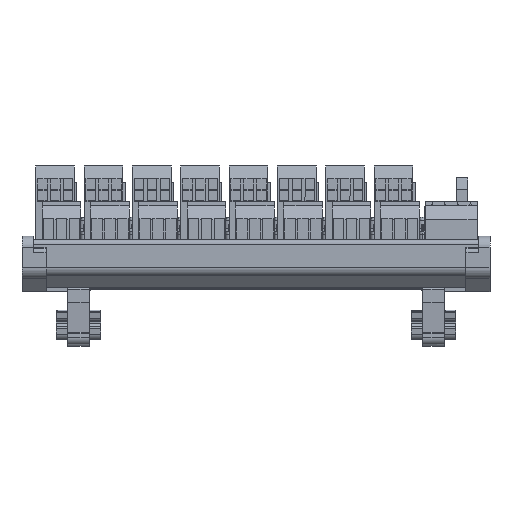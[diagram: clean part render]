
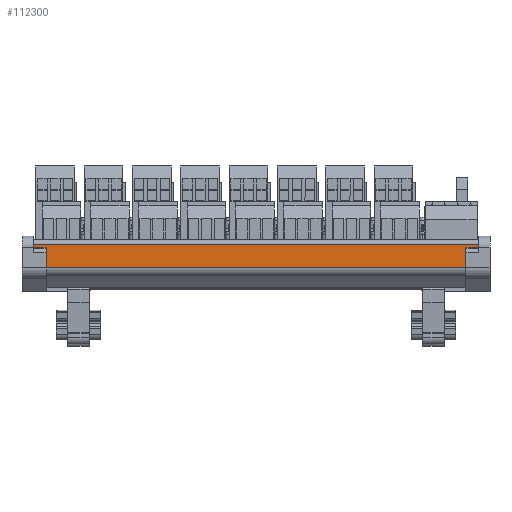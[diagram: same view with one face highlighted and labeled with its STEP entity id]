
A CAD part, front view. The second image highlights one B-rep face of the part: STEP entity #112300.
In plain terms, the highlighted planar face has unit normal (0, -1, 0).
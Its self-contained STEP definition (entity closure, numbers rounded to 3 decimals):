
#112261=AXIS2_PLACEMENT_3D('Plane Axis2P3D',#112258,#112259,#112260) ;
#37060=CARTESIAN_POINT('Vertex',(4.5,2.099,38.052)) ;
#59362=CARTESIAN_POINT('Vertex',(4.5,2.099,36.552)) ;
#59430=CARTESIAN_POINT('Vertex',(4.5,2.099,30.973)) ;
#59433=CARTESIAN_POINT('Line Origine',(4.5,2.099,33.763)) ;
#67478=CARTESIAN_POINT('Vertex',(180.,2.099,38.052)) ;
#106819=CARTESIAN_POINT('Line Origine',(180.,2.099,37.302)) ;
#106823=CARTESIAN_POINT('Vertex',(180.,2.099,36.552)) ;
#111581=CARTESIAN_POINT('Vertex',(4.5,2.099,40.202)) ;
#111584=CARTESIAN_POINT('Line Origine',(0.,2.099,40.202)) ;
#111588=CARTESIAN_POINT('Vertex',(180.,2.099,40.202)) ;
#112258=CARTESIAN_POINT('Axis2P3D Location',(0.,2.099,30.973)) ;
#112263=CARTESIAN_POINT('Line Origine',(92.25,2.099,30.973)) ;
#112267=CARTESIAN_POINT('Vertex',(180.,2.099,30.973)) ;
#112270=CARTESIAN_POINT('Line Origine',(180.,2.099,33.763)) ;
#112275=CARTESIAN_POINT('Line Origine',(180.,2.099,39.127)) ;
#112280=CARTESIAN_POINT('Line Origine',(4.5,2.099,39.127)) ;
#112285=CARTESIAN_POINT('Line Origine',(4.5,2.099,37.302)) ;
#59434=DIRECTION('Vector Direction',(0.,0.,1.)) ;
#106820=DIRECTION('Vector Direction',(0.,0.,1.)) ;
#111585=DIRECTION('Vector Direction',(1.,0.,0.)) ;
#112259=DIRECTION('Axis2P3D Direction',(0.,1.,0.)) ;
#112260=DIRECTION('Axis2P3D XDirection',(-1.,0.,0.)) ;
#112264=DIRECTION('Vector Direction',(1.,0.,0.)) ;
#112271=DIRECTION('Vector Direction',(0.,0.,1.)) ;
#112276=DIRECTION('Vector Direction',(0.,0.,1.)) ;
#112281=DIRECTION('Vector Direction',(0.,0.,1.)) ;
#112286=DIRECTION('Vector Direction',(0.,0.,1.)) ;
#59435=VECTOR('Line Direction',#59434,1.) ;
#106821=VECTOR('Line Direction',#106820,1.) ;
#111586=VECTOR('Line Direction',#111585,1.) ;
#112265=VECTOR('Line Direction',#112264,1.) ;
#112272=VECTOR('Line Direction',#112271,1.) ;
#112277=VECTOR('Line Direction',#112276,1.) ;
#112282=VECTOR('Line Direction',#112281,1.) ;
#112287=VECTOR('Line Direction',#112286,1.) ;
#112291=ORIENTED_EDGE('',*,*,#59437,.F.) ;
#112292=ORIENTED_EDGE('',*,*,#112269,.T.) ;
#112293=ORIENTED_EDGE('',*,*,#112274,.T.) ;
#112294=ORIENTED_EDGE('',*,*,#106825,.T.) ;
#112295=ORIENTED_EDGE('',*,*,#112279,.T.) ;
#112296=ORIENTED_EDGE('',*,*,#111590,.F.) ;
#112297=ORIENTED_EDGE('',*,*,#112284,.F.) ;
#112298=ORIENTED_EDGE('',*,*,#112289,.F.) ;
#112300=ADVANCED_FACE('NONE',(#112299),#112262,.F.) ;
#59437=EDGE_CURVE('',#59431,#59363,#59436,.T.) ;
#106825=EDGE_CURVE('',#106824,#67479,#106822,.T.) ;
#111590=EDGE_CURVE('',#111582,#111589,#111587,.T.) ;
#112269=EDGE_CURVE('',#59431,#112268,#112266,.T.) ;
#112274=EDGE_CURVE('',#112268,#106824,#112273,.T.) ;
#112279=EDGE_CURVE('',#67479,#111589,#112278,.T.) ;
#112284=EDGE_CURVE('',#37061,#111582,#112283,.T.) ;
#112289=EDGE_CURVE('',#59363,#37061,#112288,.T.) ;
#112290=EDGE_LOOP('',(#112291,#112292,#112293,#112294,#112295,#112296,#112297,#112298)) ;
#112299=FACE_OUTER_BOUND('',#112290,.T.) ;
#59436=LINE('Line',#59433,#59435) ;
#106822=LINE('Line',#106819,#106821) ;
#111587=LINE('Line',#111584,#111586) ;
#112266=LINE('Line',#112263,#112265) ;
#112273=LINE('Line',#112270,#112272) ;
#112278=LINE('Line',#112275,#112277) ;
#112283=LINE('Line',#112280,#112282) ;
#112288=LINE('Line',#112285,#112287) ;
#112262=PLANE('',#112261) ;
#37061=VERTEX_POINT('',#37060) ;
#59363=VERTEX_POINT('',#59362) ;
#59431=VERTEX_POINT('',#59430) ;
#67479=VERTEX_POINT('',#67478) ;
#106824=VERTEX_POINT('',#106823) ;
#111582=VERTEX_POINT('',#111581) ;
#111589=VERTEX_POINT('',#111588) ;
#112268=VERTEX_POINT('',#112267) ;
